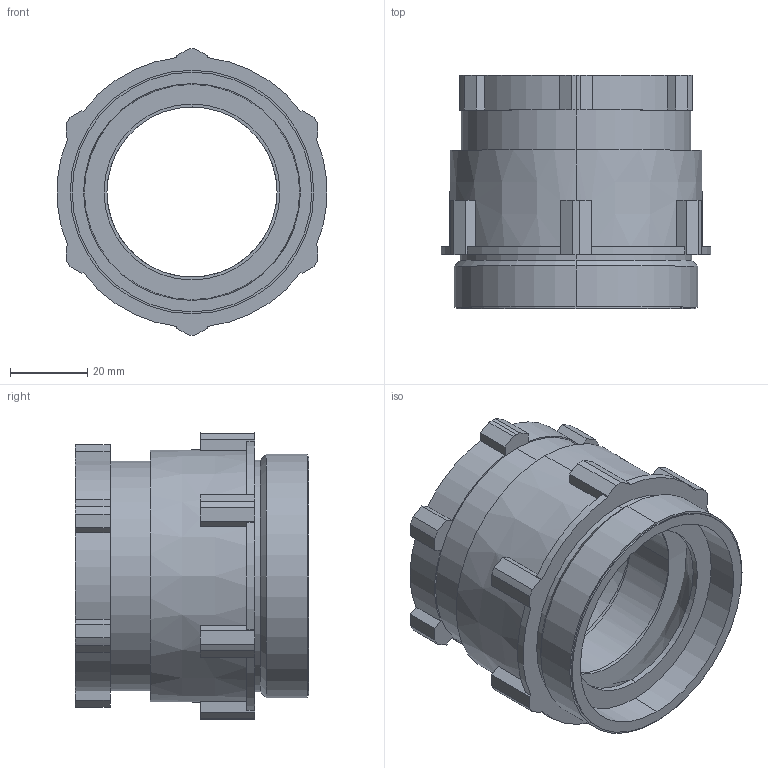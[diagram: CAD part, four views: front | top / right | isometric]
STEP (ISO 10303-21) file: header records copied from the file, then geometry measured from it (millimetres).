
FILE_DESCRIPTION (( 'STEP AP214' ), '1' );
FILE_NAME ('2035383.STP', '2018-05-08T11:40:11', ( '' ), ( '' ), 'SwSTEP 2.0', 'SolidWorks 2016', '' );
FILE_SCHEMA (( 'AUTOMOTIVE_DESIGN' ));
Length unit declared in the file: millimetre
Products named in the file (5): EV269-63-01_Standard; EV510-48_Standard; EV730_EV730-48; 022659_Pg48 2028492 2034484; 2035383
Assembly tree (4 placements, depth 2):
  2035383
    EV269-63-01_Standard
    EV510-48_Standard
    EV730_EV730-48
    022659_Pg48 2028492 2034484
Bounding box: 69.77 x 60.34 x 74 mm (x, y, z)
Volume: 88946.3 mm3; surface area: 46712.6 mm2
Topology: 5 solids, 5 shells, 140 faces, 364 edges, 238 vertices
Faces by surface type: plane 74, cylinder 52, cone 12, torus 2
Entity records: 4551 total; most frequent: CARTESIAN_POINT 821, DIRECTION 762, ORIENTED_EDGE 728, EDGE_CURVE 364, AXIS2_PLACEMENT_3D 271, VERTEX_POINT 238, VECTOR 220, LINE 220
